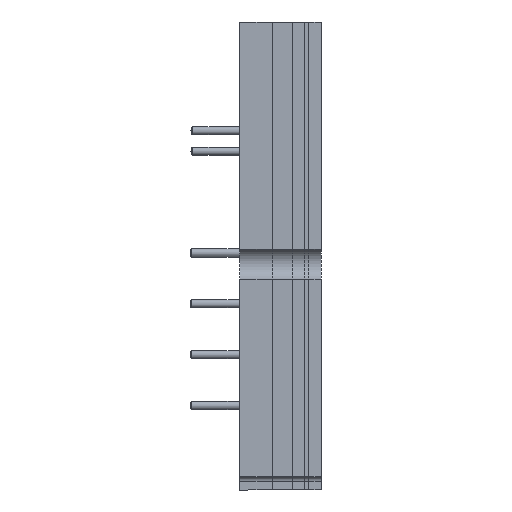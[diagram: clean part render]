
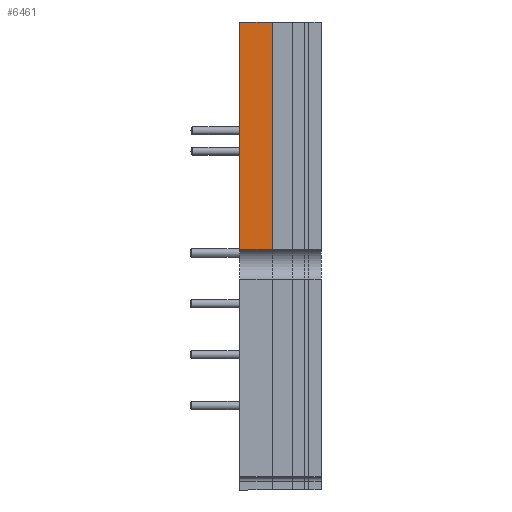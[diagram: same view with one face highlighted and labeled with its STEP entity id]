
A CAD part, left-side view. The second image highlights one B-rep face of the part: STEP entity #6461.
In plain terms, the highlighted planar face has unit normal (-1, 0, 0).
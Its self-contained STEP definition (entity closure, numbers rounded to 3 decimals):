
#68 = EDGE_CURVE ( 'NONE', #4980, #5334, #2375, .T. ) ;
#106 = VECTOR ( 'NONE', #9023, 1000. ) ;
#525 = VECTOR ( 'NONE', #8251, 1000. ) ;
#605 = ORIENTED_EDGE ( 'NONE', *, *, #6116, .F. ) ;
#614 = ORIENTED_EDGE ( 'NONE', *, *, #8192, .T. ) ;
#664 = VERTEX_POINT ( 'NONE', #3694 ) ;
#978 = LINE ( 'NONE', #3095, #9330 ) ;
#1259 = DIRECTION ( 'NONE',  ( 0., 0., -1. ) ) ;
#2087 = DIRECTION ( 'NONE',  ( 1., 0., 0. ) ) ;
#2375 = LINE ( 'NONE', #8149, #106 ) ;
#2387 = CARTESIAN_POINT ( 'NONE',  ( -149., 0., 1.916 ) ) ;
#2522 = CARTESIAN_POINT ( 'NONE',  ( -149., 16., 113.5 ) ) ;
#2542 = VERTEX_POINT ( 'NONE', #8753 ) ;
#2891 = CARTESIAN_POINT ( 'NONE',  ( -149., 16., 113.5 ) ) ;
#2997 = PLANE ( 'NONE',  #4469 ) ;
#3048 = EDGE_LOOP ( 'NONE', ( #5827, #6093, #614, #605 ) ) ;
#3095 = CARTESIAN_POINT ( 'NONE',  ( -149., 0., 113.5 ) ) ;
#3694 = CARTESIAN_POINT ( 'NONE',  ( -149., 0., 113.5 ) ) ;
#3811 = CARTESIAN_POINT ( 'NONE',  ( -149., 16., 1.916 ) ) ;
#4469 = AXIS2_PLACEMENT_3D ( 'NONE', #2891, #2087, #1259 ) ;
#4835 = DIRECTION ( 'NONE',  ( 0., -1., 0. ) ) ;
#4980 = VERTEX_POINT ( 'NONE', #3811 ) ;
#5334 = VERTEX_POINT ( 'NONE', #5964 ) ;
#5827 = ORIENTED_EDGE ( 'NONE', *, *, #68, .F. ) ;
#5964 = CARTESIAN_POINT ( 'NONE',  ( -149., 16., 113.5 ) ) ;
#6076 = DIRECTION ( 'NONE',  ( 0., 0., 1. ) ) ;
#6093 = ORIENTED_EDGE ( 'NONE', *, *, #6105, .T. ) ;
#6105 = EDGE_CURVE ( 'NONE', #4980, #2542, #9728, .T. ) ;
#6116 = EDGE_CURVE ( 'NONE', #5334, #664, #9483, .T. ) ;
#6461 = ADVANCED_FACE ( 'NONE', ( #10008 ), #2997, .F. ) ;
#7579 = VECTOR ( 'NONE', #4835, 1000. ) ;
#8149 = CARTESIAN_POINT ( 'NONE',  ( -149., 16., 113.5 ) ) ;
#8192 = EDGE_CURVE ( 'NONE', #2542, #664, #978, .T. ) ;
#8251 = DIRECTION ( 'NONE',  ( 0., -1., 0. ) ) ;
#8753 = CARTESIAN_POINT ( 'NONE',  ( -149., 0., 1.916 ) ) ;
#9023 = DIRECTION ( 'NONE',  ( 0., 0., 1. ) ) ;
#9330 = VECTOR ( 'NONE', #6076, 1000. ) ;
#9483 = LINE ( 'NONE', #2522, #525 ) ;
#9728 = LINE ( 'NONE', #2387, #7579 ) ;
#10008 = FACE_OUTER_BOUND ( 'NONE', #3048, .T. ) ;
